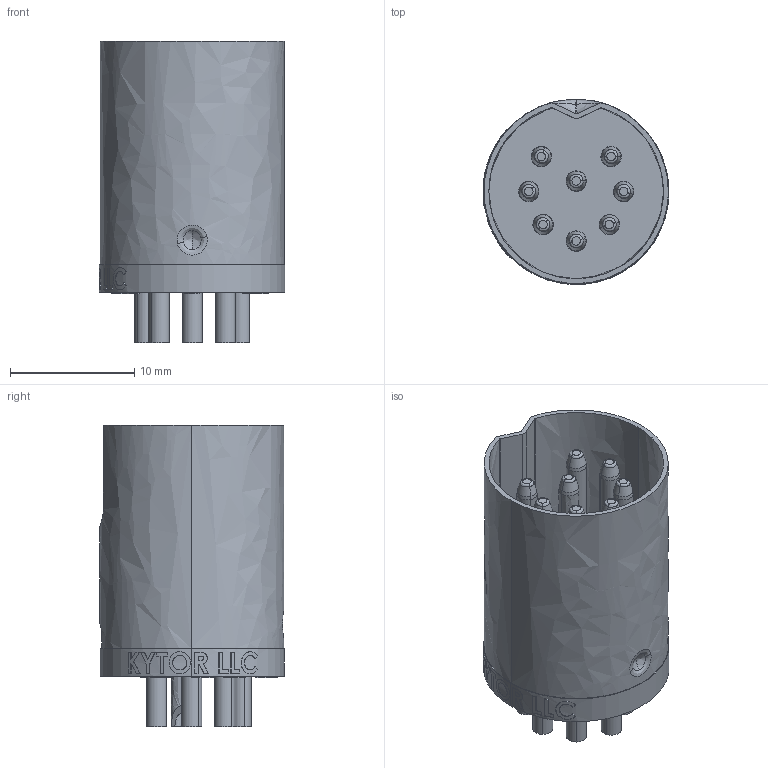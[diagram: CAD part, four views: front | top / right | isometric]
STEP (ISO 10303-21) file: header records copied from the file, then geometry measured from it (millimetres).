
FILE_DESCRIPTION(('FreeCAD Model'),'2;1');
FILE_NAME('Open CASCADE Shape Model','2025-04-28T06:51:11',('FreeCAD'),( 'FreeCAD'),'Open CASCADE STEP processor 7.6','FreeCAD','Unknown');
FILE_SCHEMA(('AUTOMOTIVE_DESIGN { 1 0 10303 214 1 1 1 1 }'));
Length unit declared in the file: millimetre
Products named in the file (1): Open CASCADE STEP translator 7.6 1
Bounding box: 14.99 x 14.9 x 24.29 mm (x, y, z)
Volume: 1953.9 mm3; surface area: 3783.1 mm2
Topology: 10 solids, 10 shells, 390 faces, 946 edges, 608 vertices
Faces by surface type: bspline 390
Entity records: 17584 total; most frequent: CARTESIAN_POINT 11955, ORIENTED_EDGE 1890, EDGE_CURVE 945, B_SPLINE_CURVE_WITH_KNOTS 647, VERTEX_POINT 608, FACE_BOUND 441, EDGE_LOOP 441, ADVANCED_FACE 390
